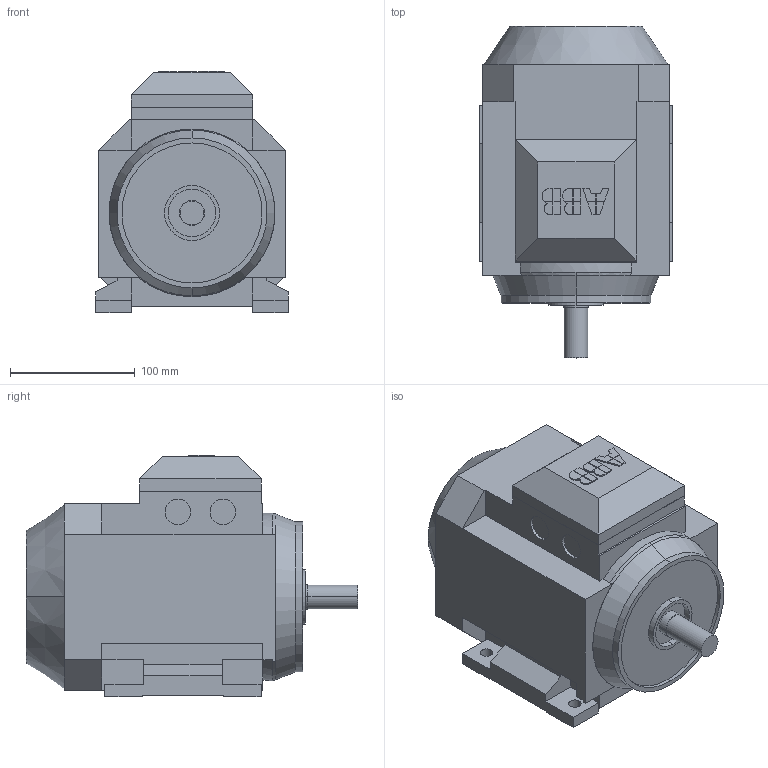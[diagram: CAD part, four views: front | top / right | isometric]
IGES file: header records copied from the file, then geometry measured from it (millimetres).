
Global section: file name: No Iges File Name specified; native system: Autodesk Inventor 2010; preprocessor: AutoDesk Inventor Iges Exporter R2010; author: esu00058; date: 20091203.115219; units: millimetre
Bounding box: 154 x 265.5 x 193.5 mm (x, y, z)
Volume: 4363159.7 mm3; surface area: 187347.5 mm2
Topology: 1 solids, 1 shells, 197 faces, 500 edges, 328 vertices
Faces by surface type: plane 125, bspline 44, revolution 12, cylinder 10, cone 6
